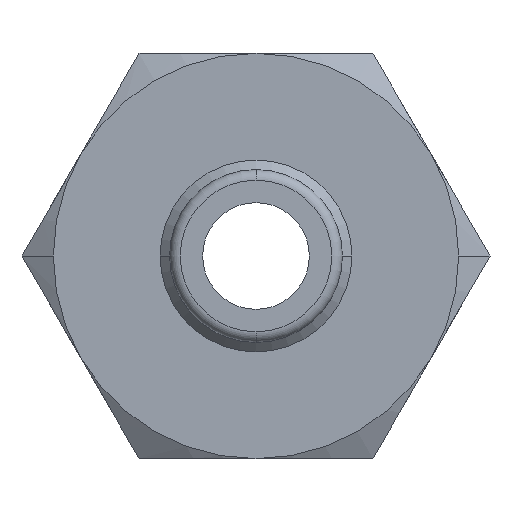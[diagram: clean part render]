
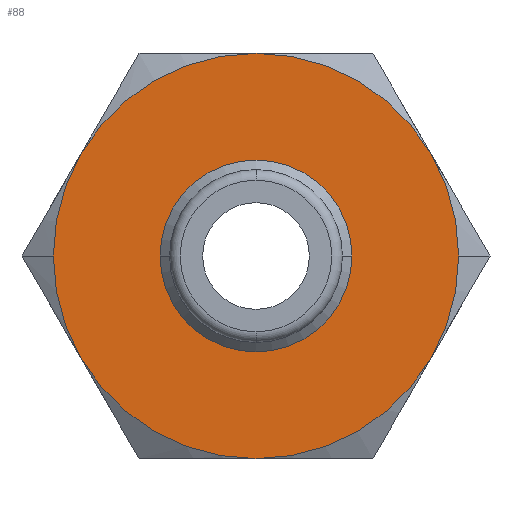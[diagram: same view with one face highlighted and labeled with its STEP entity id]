
A CAD part, front view. The second image highlights one B-rep face of the part: STEP entity #88.
In plain terms, the highlighted planar face has unit normal (0, -1, 0).
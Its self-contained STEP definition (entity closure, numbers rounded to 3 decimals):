
#88=ADVANCED_FACE('',(#209,#210),#211,.T.);
#209=FACE_OUTER_BOUND('',#364,.T.);
#210=FACE_BOUND('',#365,.T.);
#211=PLANE('',#366);
#364=EDGE_LOOP('',(#557,#558,#559,#560,#561,#562,#563,#564));
#365=EDGE_LOOP('',(#565,#566));
#366=AXIS2_PLACEMENT_3D('',#567,#568,#569);
#557=ORIENTED_EDGE('',*,*,#928,.F.);
#558=ORIENTED_EDGE('',*,*,#929,.F.);
#559=ORIENTED_EDGE('',*,*,#930,.F.);
#560=ORIENTED_EDGE('',*,*,#931,.F.);
#561=ORIENTED_EDGE('',*,*,#932,.F.);
#562=ORIENTED_EDGE('',*,*,#933,.F.);
#563=ORIENTED_EDGE('',*,*,#913,.F.);
#564=ORIENTED_EDGE('',*,*,#934,.F.);
#565=ORIENTED_EDGE('',*,*,#935,.F.);
#566=ORIENTED_EDGE('',*,*,#936,.F.);
#567=CARTESIAN_POINT('',(4.75,14.0,0.0));
#568=DIRECTION('',(-0.0,-1.0,-0.0));
#569=DIRECTION('',(-1.0,0.0,0.0));
#913=EDGE_CURVE('',#1084,#1050,#1086,.T.);
#928=EDGE_CURVE('',#1109,#1110,#1111,.T.);
#929=EDGE_CURVE('',#1071,#1109,#1112,.T.);
#930=EDGE_CURVE('',#1113,#1071,#1114,.T.);
#931=EDGE_CURVE('',#1115,#1113,#1116,.T.);
#932=EDGE_CURVE('',#1117,#1115,#1118,.T.);
#933=EDGE_CURVE('',#1050,#1117,#1119,.T.);
#934=EDGE_CURVE('',#1110,#1084,#1120,.T.);
#935=EDGE_CURVE('',#1121,#1122,#1123,.T.);
#936=EDGE_CURVE('',#1122,#1121,#1124,.T.);
#1050=VERTEX_POINT('',#1260);
#1071=VERTEX_POINT('',#1329);
#1084=VERTEX_POINT('',#1388);
#1086=CIRCLE('',#1401,9.5);
#1109=VERTEX_POINT('',#1428);
#1110=VERTEX_POINT('',#1429);
#1111=CIRCLE('',#1430,9.5);
#1112=CIRCLE('',#1431,9.5);
#1113=VERTEX_POINT('',#1432);
#1114=CIRCLE('',#1433,9.5);
#1115=VERTEX_POINT('',#1434);
#1116=CIRCLE('',#1435,9.5);
#1117=VERTEX_POINT('',#1436);
#1118=CIRCLE('',#1437,9.5);
#1119=CIRCLE('',#1438,9.5);
#1120=CIRCLE('',#1439,9.5);
#1121=VERTEX_POINT('',#1440);
#1122=VERTEX_POINT('',#1441);
#1123=CIRCLE('',#1442,4.5);
#1124=CIRCLE('',#1443,4.5);
#1260=CARTESIAN_POINT('',(0.0,14.0,-9.5));
#1329=CARTESIAN_POINT('',(0.,14.0,9.5));
#1388=CARTESIAN_POINT('',(8.227,14.0,-4.75));
#1401=AXIS2_PLACEMENT_3D('',#1778,#1779,#1780);
#1428=CARTESIAN_POINT('',(8.227,14.0,4.75));
#1429=CARTESIAN_POINT('',(9.5,14.0,0.));
#1430=AXIS2_PLACEMENT_3D('',#1803,#1804,#1805);
#1431=AXIS2_PLACEMENT_3D('',#1806,#1807,#1808);
#1432=CARTESIAN_POINT('',(-8.227,14.0,4.75));
#1433=AXIS2_PLACEMENT_3D('',#1809,#1810,#1811);
#1434=CARTESIAN_POINT('',(-9.5,14.0,0.));
#1435=AXIS2_PLACEMENT_3D('',#1812,#1813,#1814);
#1436=CARTESIAN_POINT('',(-8.227,14.0,-4.75));
#1437=AXIS2_PLACEMENT_3D('',#1815,#1816,#1817);
#1438=AXIS2_PLACEMENT_3D('',#1818,#1819,#1820);
#1439=AXIS2_PLACEMENT_3D('',#1821,#1822,#1823);
#1440=CARTESIAN_POINT('',(-4.5,14.0,0.));
#1441=CARTESIAN_POINT('',(4.5,14.0,0.));
#1442=AXIS2_PLACEMENT_3D('',#1824,#1825,#1826);
#1443=AXIS2_PLACEMENT_3D('',#1827,#1828,#1829);
#1778=CARTESIAN_POINT('',(0.0,14.0,0.0));
#1779=DIRECTION('',(-0.0,1.0,0.0));
#1780=DIRECTION('',(1.0,0.0,0.0));
#1803=CARTESIAN_POINT('',(0.0,14.0,0.0));
#1804=DIRECTION('',(-0.0,1.0,0.0));
#1805=DIRECTION('',(1.0,0.0,0.0));
#1806=CARTESIAN_POINT('',(0.0,14.0,0.0));
#1807=DIRECTION('',(-0.0,1.0,0.0));
#1808=DIRECTION('',(1.0,0.0,0.0));
#1809=CARTESIAN_POINT('',(0.0,14.0,0.0));
#1810=DIRECTION('',(-0.0,1.0,0.0));
#1811=DIRECTION('',(1.0,0.0,0.0));
#1812=CARTESIAN_POINT('',(0.0,14.0,0.0));
#1813=DIRECTION('',(-0.0,1.0,0.0));
#1814=DIRECTION('',(1.0,0.0,0.0));
#1815=CARTESIAN_POINT('',(0.0,14.0,0.0));
#1816=DIRECTION('',(-0.0,1.0,0.0));
#1817=DIRECTION('',(1.0,0.0,0.0));
#1818=CARTESIAN_POINT('',(0.0,14.0,0.0));
#1819=DIRECTION('',(-0.0,1.0,0.0));
#1820=DIRECTION('',(1.0,0.0,0.0));
#1821=CARTESIAN_POINT('',(0.0,14.0,0.0));
#1822=DIRECTION('',(-0.0,1.0,0.0));
#1823=DIRECTION('',(1.0,0.0,0.0));
#1824=CARTESIAN_POINT('',(0.0,14.0,0.0));
#1825=DIRECTION('',(0.0,-1.0,0.0));
#1826=DIRECTION('',(1.0,0.0,0.0));
#1827=CARTESIAN_POINT('',(0.0,14.0,0.0));
#1828=DIRECTION('',(0.0,-1.0,0.0));
#1829=DIRECTION('',(1.0,0.0,0.0));
